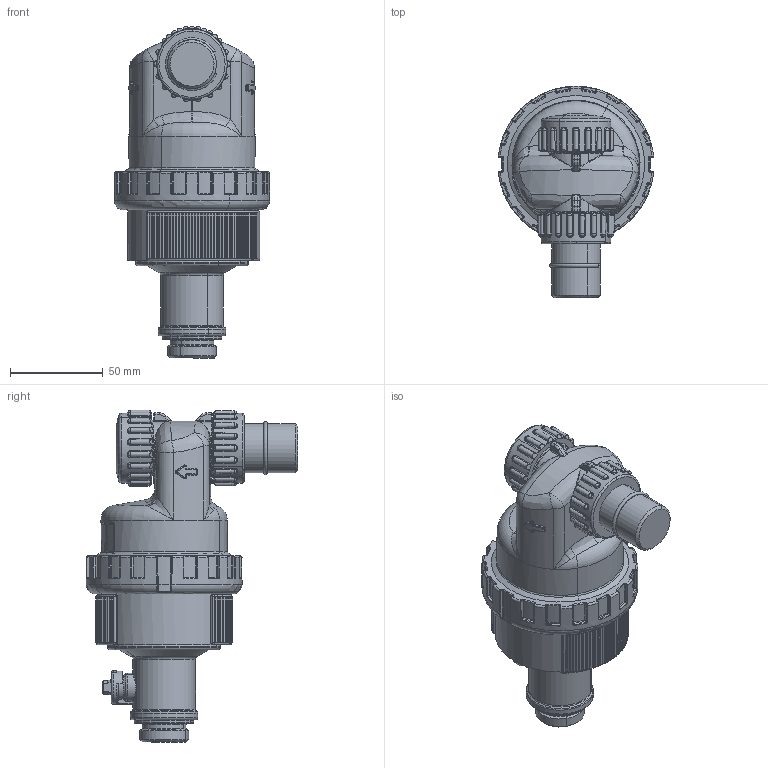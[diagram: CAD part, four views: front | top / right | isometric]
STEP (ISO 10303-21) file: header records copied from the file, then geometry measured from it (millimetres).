
FILE_DESCRIPTION(('CATIA V5 STEP Exchange','CAx-IF Rec.Pracs.--- Model Styling and Organization---1.2---2011-12-15'),'2;1');
FILE_NAME('545102 - TST.stp','2016-05-02T08:07:36+00:00',('none'),('none'),'CATIA Version 5-6 Release 2014 SP5','CATIA V5 STEP AP214','none');
FILE_SCHEMA(('AUTOMOTIVE_DESIGN { 1 0 10303 214 1 1 1 1 }'));
Products named in the file (1): 545102_AllCATPart
Bounding box: 83.59 x 114 x 178.75 mm (x, y, z)
Volume: 504828.4 mm3; surface area: 53257.8 mm2
Topology: 2 solids, 6 shells, 2055 faces, 4894 edges, 2765 vertices
Faces by surface type: cylinder 687, plane 420, bspline 416, torus 389, cone 87, sphere 56
Entity records: 86196 total; most frequent: CARTESIAN_POINT 45920, ORIENTED_EDGE 9584, DIRECTION 5383, EDGE_CURVE 4792, AXIS2_PLACEMENT_3D 3126, VERTEX_POINT 2765, EDGE_LOOP 2073, ADVANCED_FACE 2055
